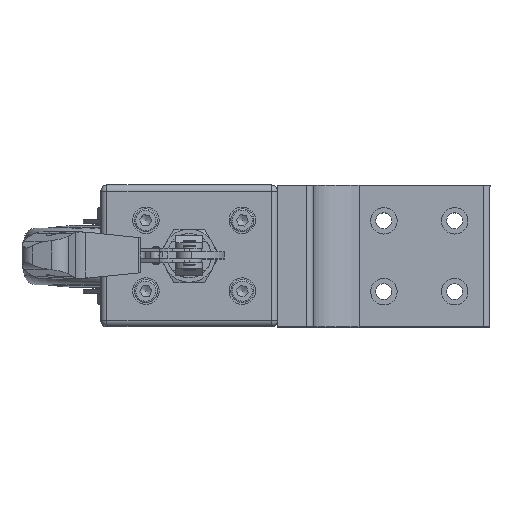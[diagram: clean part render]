
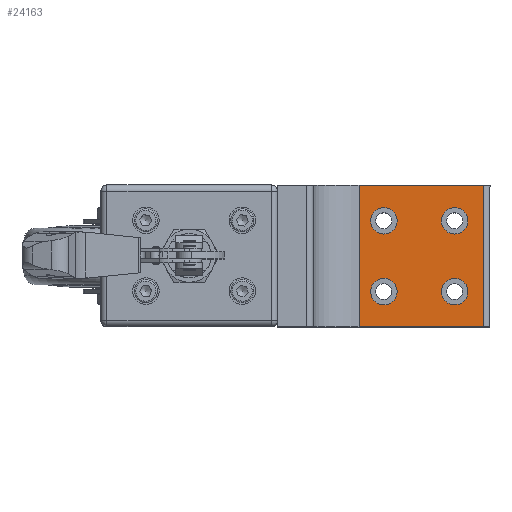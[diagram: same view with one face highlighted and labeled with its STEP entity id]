
A CAD part, top view. The second image highlights one B-rep face of the part: STEP entity #24163.
In plain terms, the highlighted face is planar.
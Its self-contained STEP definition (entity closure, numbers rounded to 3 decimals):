
#3231=FACE_BOUND('',#6834,.T.);
#3232=FACE_BOUND('',#6835,.T.);
#3233=FACE_BOUND('',#6836,.T.);
#3234=FACE_BOUND('',#6837,.T.);
#3866=PLANE('',#25879);
#5163=FACE_OUTER_BOUND('',#6833,.T.);
#6833=EDGE_LOOP('',(#22607,#22608,#22609,#22610));
#6834=EDGE_LOOP('',(#22611));
#6835=EDGE_LOOP('',(#22612));
#6836=EDGE_LOOP('',(#22613));
#6837=EDGE_LOOP('',(#22614));
#8419=LINE('',#64346,#10004);
#8426=LINE('',#64363,#10011);
#8427=LINE('',#64366,#10012);
#8428=LINE('',#64367,#10013);
#10004=VECTOR('',#30867,70.5);
#10011=VECTOR('',#30882,80.);
#10012=VECTOR('',#30885,70.5);
#10013=VECTOR('',#30886,80.);
#10566=CIRCLE('',#25820,7.5);
#10570=CIRCLE('',#25827,7.5);
#10574=CIRCLE('',#25834,7.5);
#10578=CIRCLE('',#25841,7.5);
#12834=VERTEX_POINT('',#64253);
#12838=VERTEX_POINT('',#64264);
#12842=VERTEX_POINT('',#64275);
#12846=VERTEX_POINT('',#64286);
#12868=VERTEX_POINT('',#64343);
#12869=VERTEX_POINT('',#64345);
#12875=VERTEX_POINT('',#64361);
#12876=VERTEX_POINT('',#64365);
#16083=EDGE_CURVE('',#12834,#12834,#10566,.T.);
#16087=EDGE_CURVE('',#12838,#12838,#10570,.T.);
#16091=EDGE_CURVE('',#12842,#12842,#10574,.T.);
#16095=EDGE_CURVE('',#12846,#12846,#10578,.T.);
#16117=EDGE_CURVE('',#12869,#12868,#8419,.T.);
#16126=EDGE_CURVE('',#12868,#12875,#8426,.T.);
#16127=EDGE_CURVE('',#12875,#12876,#8427,.T.);
#16128=EDGE_CURVE('',#12869,#12876,#8428,.T.);
#22607=ORIENTED_EDGE('',*,*,#16127,.T.);
#22608=ORIENTED_EDGE('',*,*,#16128,.F.);
#22609=ORIENTED_EDGE('',*,*,#16117,.T.);
#22610=ORIENTED_EDGE('',*,*,#16126,.T.);
#22611=ORIENTED_EDGE('',*,*,#16083,.T.);
#22612=ORIENTED_EDGE('',*,*,#16087,.T.);
#22613=ORIENTED_EDGE('',*,*,#16091,.T.);
#22614=ORIENTED_EDGE('',*,*,#16095,.T.);
#24163=ADVANCED_FACE('',(#5163,#3231,#3232,#3233,#3234),#3866,.T.);
#25820=AXIS2_PLACEMENT_3D('',#64254,#30755,#30756);
#25827=AXIS2_PLACEMENT_3D('',#64265,#30769,#30770);
#25834=AXIS2_PLACEMENT_3D('',#64276,#30783,#30784);
#25841=AXIS2_PLACEMENT_3D('',#64287,#30797,#30798);
#25879=AXIS2_PLACEMENT_3D('',#64364,#30883,#30884);
#30755=DIRECTION('center_axis',(0.,-1.,0.));
#30756=DIRECTION('ref_axis',(1.,0.,0.));
#30769=DIRECTION('center_axis',(0.,-1.,0.));
#30770=DIRECTION('ref_axis',(1.,0.,0.));
#30783=DIRECTION('center_axis',(0.,-1.,0.));
#30784=DIRECTION('ref_axis',(1.,0.,0.));
#30797=DIRECTION('center_axis',(0.,-1.,0.));
#30798=DIRECTION('ref_axis',(1.,0.,0.));
#30867=DIRECTION('',(-1.,0.,0.));
#30882=DIRECTION('',(0.,0.,1.));
#30883=DIRECTION('center_axis',(0.,1.,0.));
#30884=DIRECTION('ref_axis',(0.,0.,1.));
#30885=DIRECTION('',(1.,0.,0.));
#30886=DIRECTION('',(0.,0.,1.));
#64253=CARTESIAN_POINT('',(107.5,20.,20.));
#64254=CARTESIAN_POINT('Origin',(100.,20.,20.));
#64264=CARTESIAN_POINT('',(107.5,20.,-20.));
#64265=CARTESIAN_POINT('Origin',(100.,20.,-20.));
#64275=CARTESIAN_POINT('',(67.5,20.,-20.));
#64276=CARTESIAN_POINT('Origin',(60.,20.,-20.));
#64286=CARTESIAN_POINT('',(67.5,20.,20.));
#64287=CARTESIAN_POINT('Origin',(60.,20.,20.));
#64343=CARTESIAN_POINT('',(46.,20.,-40.));
#64345=CARTESIAN_POINT('',(116.5,20.,-40.));
#64346=CARTESIAN_POINT('',(116.5,20.,-40.));
#64361=CARTESIAN_POINT('',(46.,20.,40.));
#64363=CARTESIAN_POINT('',(46.,20.,0.));
#64364=CARTESIAN_POINT('Origin',(46.,20.,0.));
#64365=CARTESIAN_POINT('',(116.5,20.,40.));
#64366=CARTESIAN_POINT('',(116.5,20.,40.));
#64367=CARTESIAN_POINT('',(116.5,20.,0.));
